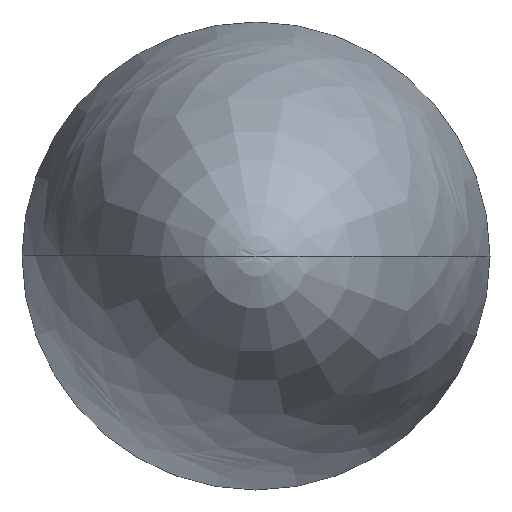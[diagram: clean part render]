
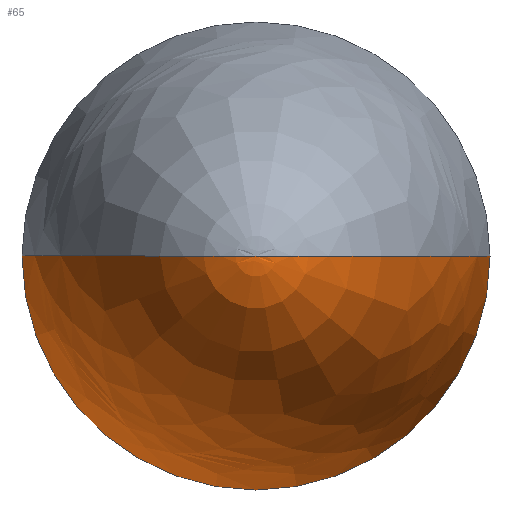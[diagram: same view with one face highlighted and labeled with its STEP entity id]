
A CAD part, front view. The second image highlights one B-rep face of the part: STEP entity #65.
In plain terms, the highlighted face is a revolution surface.
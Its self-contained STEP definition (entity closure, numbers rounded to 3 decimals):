
#65=ADVANCED_FACE('',(#81),#82,.T.);
#81=FACE_OUTER_BOUND('',#113,.T.);
#82=SURFACE_OF_REVOLUTION('',#114,#115);
#113=EDGE_LOOP('',(#147,#148,#149));
#114=(B_SPLINE_CURVE(3,(#151,#152,#153,#154,#155),.UNSPECIFIED.,.F.,.F.)B_SPLINE_CURVE_WITH_KNOTS((4,1,4),(0.35,0.735,1.12),.UNSPECIFIED.)RATIONAL_B_SPLINE_CURVE((1.148,1.049,0.951,1.049,1.148))BOUNDED_CURVE()REPRESENTATION_ITEM('')GEOMETRIC_REPRESENTATION_ITEM()CURVE());
#115=AXIS1_PLACEMENT('',#162,#163);
#147=ORIENTED_EDGE('',*,*,#266,.F.);
#148=ORIENTED_EDGE('',*,*,#267,.T.);
#149=ORIENTED_EDGE('',*,*,#268,.T.);
#151=CARTESIAN_POINT('',(0.0,-36.,0.0));
#152=CARTESIAN_POINT('',(3.689,-36.,0.0));
#153=CARTESIAN_POINT('',(11.165,-28.751,0.0));
#154=CARTESIAN_POINT('',(14.631,-9.738,0.0));
#155=CARTESIAN_POINT('',(15.0,0.,0.0));
#162=CARTESIAN_POINT('',(0.0,-36.,0.0));
#163=DIRECTION('',(0.0,1.0,0.0));
#266=EDGE_CURVE('',#292,#293,#294,.T.);
#267=EDGE_CURVE('',#292,#295,#296,.T.);
#268=EDGE_CURVE('',#295,#293,#297,.T.);
#292=VERTEX_POINT('',#335);
#293=VERTEX_POINT('',#336);
#294=ELLIPSE('',#337,40.0,15.076);
#295=VERTEX_POINT('',#338);
#296=CIRCLE('',#339,15.0);
#297=ELLIPSE('',#340,40.0,15.076);
#335=CARTESIAN_POINT('',(-15.0,0.,0.));
#336=CARTESIAN_POINT('',(0.0,-36.0,0.0));
#337=AXIS2_PLACEMENT_3D('',#386,#387,#388);
#338=CARTESIAN_POINT('',(15.0,0.0,0.0));
#339=AXIS2_PLACEMENT_3D('',#389,#390,#391);
#340=AXIS2_PLACEMENT_3D('',#392,#393,#394);
#386=CARTESIAN_POINT('',(0.0,4.0,0.0));
#387=DIRECTION('',(0.,0.0,1.0));
#388=DIRECTION('',(0.,-1.0,0.));
#389=CARTESIAN_POINT('',(0.0,0.0,0.0));
#390=DIRECTION('',(0.0,-1.0,0.0));
#391=DIRECTION('',(1.0,0.0,0.0));
#392=CARTESIAN_POINT('',(0.0,4.0,0.0));
#393=DIRECTION('',(0.0,0.0,-1.0));
#394=DIRECTION('',(0.,-1.0,0.0));
